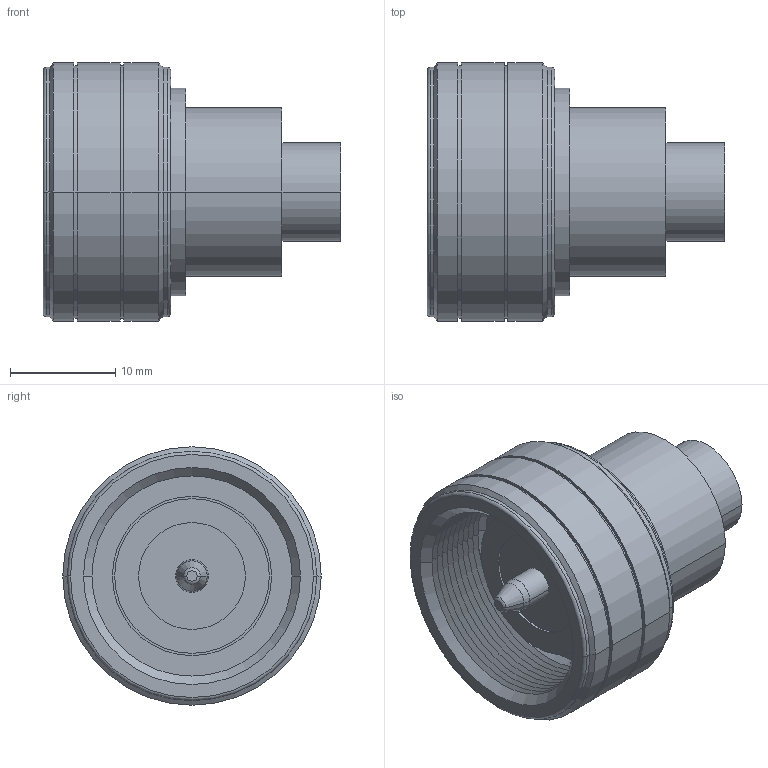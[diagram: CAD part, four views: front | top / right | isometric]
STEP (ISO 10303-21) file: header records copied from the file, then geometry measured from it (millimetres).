
FILE_DESCRIPTION (( 'STEP AP214' ), '1' );
FILE_NAME ('TC-250-4310MS-LP-LC_3D.STEP', '2021-09-27T17:09:48', ( '' ), ( '' ), 'SwSTEP 2.0', 'SolidWorks 2021', '' );
FILE_SCHEMA (( 'AUTOMOTIVE_DESIGN' ));
Length unit declared in the file: inch
Products named in the file (1): TC-250-4310MS-LP-LC_3D
Bounding box: 28.24 x 24.5 x 24.5 mm (x, y, z)
Volume: 5951.8 mm3; surface area: 3883.6 mm2
Topology: 1 solids, 1 shells, 103 faces, 204 edges, 116 vertices
Faces by surface type: cone 48, cylinder 32, plane 15, torus 8
Entity records: 2682 total; most frequent: DIRECTION 536, CARTESIAN_POINT 424, ORIENTED_EDGE 408, AXIS2_PLACEMENT_3D 228, EDGE_CURVE 204, CIRCLE 124, EDGE_LOOP 116, VERTEX_POINT 116
